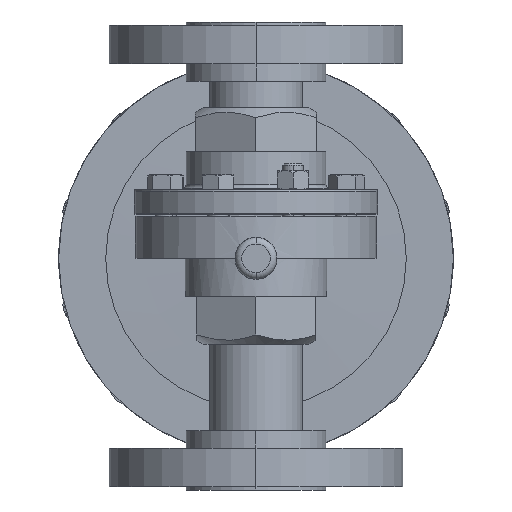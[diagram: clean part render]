
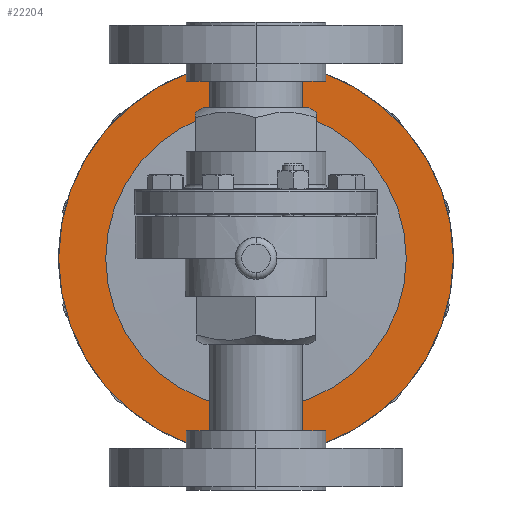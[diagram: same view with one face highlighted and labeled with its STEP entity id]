
A CAD part, front view. The second image highlights one B-rep face of the part: STEP entity #22204.
In plain terms, the highlighted planar face has unit normal (0, -1, 0).
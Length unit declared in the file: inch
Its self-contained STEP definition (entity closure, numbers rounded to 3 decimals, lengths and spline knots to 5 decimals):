
#400 = AXIS2_PLACEMENT_3D ( 'NONE', #13815, #11560, #1056 ) ;
#676 = CIRCLE ( 'NONE', #2073, 2.6875 ) ;
#759 = ORIENTED_EDGE ( 'NONE', *, *, #7188, .T. ) ;
#1056 = DIRECTION ( 'NONE',  ( 0., 0., -1. ) ) ;
#2073 = AXIS2_PLACEMENT_3D ( 'NONE', #24352, #26329, #15748 ) ;
#4253 = AXIS2_PLACEMENT_3D ( 'NONE', #9907, #23024, #12064 ) ;
#4571 = ORIENTED_EDGE ( 'NONE', *, *, #15447, .T. ) ;
#4700 = EDGE_CURVE ( 'NONE', #12620, #7169, #676, .T. ) ;
#5314 = CARTESIAN_POINT ( 'NONE',  ( 0., 2.656, -2.6875 ) ) ;
#6401 = VERTEX_POINT ( 'NONE', #16131 ) ;
#7169 = VERTEX_POINT ( 'NONE', #5314 ) ;
#7188 = EDGE_CURVE ( 'NONE', #9225, #6401, #11739, .T. ) ;
#8640 = CARTESIAN_POINT ( 'NONE',  ( 0., 2.656, 0. ) ) ;
#8742 = DIRECTION ( 'NONE',  ( 0., -1., 0. ) ) ;
#8838 = CARTESIAN_POINT ( 'NONE',  ( 0., 2.656, 2.6875 ) ) ;
#9225 = VERTEX_POINT ( 'NONE', #27643 ) ;
#9667 = PLANE ( 'NONE',  #400 ) ;
#9907 = CARTESIAN_POINT ( 'NONE',  ( 0., 2.656, 0. ) ) ;
#11560 = DIRECTION ( 'NONE',  ( 0., -1., 0. ) ) ;
#11739 = CIRCLE ( 'NONE', #18445, 3.53 ) ;
#12064 = DIRECTION ( 'NONE',  ( 0., 0., -1. ) ) ;
#12620 = VERTEX_POINT ( 'NONE', #8838 ) ;
#13538 = FACE_OUTER_BOUND ( 'NONE', #16917, .T. ) ;
#13815 = CARTESIAN_POINT ( 'NONE',  ( 0., 2.656, -3.6025 ) ) ;
#14977 = DIRECTION ( 'NONE',  ( 0., 0., -1. ) ) ;
#15431 = ORIENTED_EDGE ( 'NONE', *, *, #4700, .F. ) ;
#15447 = EDGE_CURVE ( 'NONE', #6401, #9225, #23996, .T. ) ;
#15748 = DIRECTION ( 'NONE',  ( 0., 0., -1. ) ) ;
#16131 = CARTESIAN_POINT ( 'NONE',  ( 0., 2.656, 3.53 ) ) ;
#16677 = CARTESIAN_POINT ( 'NONE',  ( 0., 2.656, 0. ) ) ;
#16917 = EDGE_LOOP ( 'NONE', ( #759, #4571 ) ) ;
#17125 = CIRCLE ( 'NONE', #22740, 2.6875 ) ;
#18445 = AXIS2_PLACEMENT_3D ( 'NONE', #16677, #27709, #23296 ) ;
#18878 = EDGE_LOOP ( 'NONE', ( #20550, #15431 ) ) ;
#20550 = ORIENTED_EDGE ( 'NONE', *, *, #28004, .F. ) ;
#22204 = ADVANCED_FACE ( 'NONE', ( #23682, #13538 ), #9667, .T. ) ;
#22740 = AXIS2_PLACEMENT_3D ( 'NONE', #8640, #8742, #14977 ) ;
#23024 = DIRECTION ( 'NONE',  ( 0., -1., 0. ) ) ;
#23296 = DIRECTION ( 'NONE',  ( 0., 0., -1. ) ) ;
#23682 = FACE_BOUND ( 'NONE', #18878, .T. ) ;
#23996 = CIRCLE ( 'NONE', #4253, 3.53 ) ;
#24352 = CARTESIAN_POINT ( 'NONE',  ( 0., 2.656, 0. ) ) ;
#26329 = DIRECTION ( 'NONE',  ( 0., -1., 0. ) ) ;
#27643 = CARTESIAN_POINT ( 'NONE',  ( 0., 2.656, -3.53 ) ) ;
#27709 = DIRECTION ( 'NONE',  ( 0., -1., 0. ) ) ;
#28004 = EDGE_CURVE ( 'NONE', #7169, #12620, #17125, .T. ) ;
